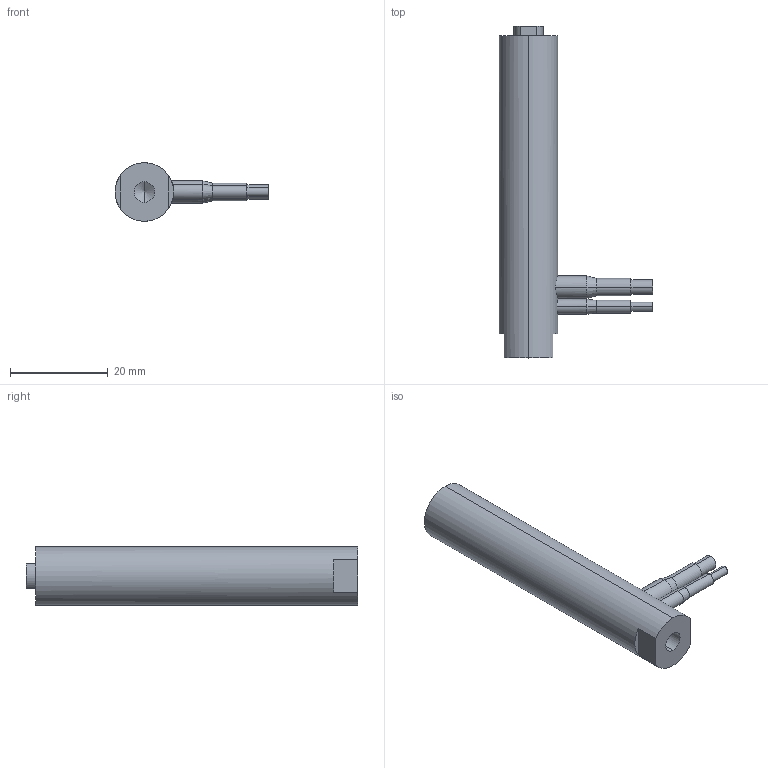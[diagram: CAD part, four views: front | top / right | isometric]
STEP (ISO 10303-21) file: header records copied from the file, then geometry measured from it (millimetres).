
FILE_DESCRIPTION (( 'STEP AP203' ), '1' );
FILE_NAME ('P-841.30.STEP', '2014-02-13T14:07:53', ( 'test' ), ( '' ), 'SwSTEP 2.0', 'SolidWorks 2012', '' );
FILE_SCHEMA (( 'CONFIG_CONTROL_DESIGN' ));
Length unit declared in the file: millimetre
Products named in the file (1): P-841.30
Bounding box: 31.5 x 68 x 12 mm (x, y, z)
Volume: 7699.9 mm3; surface area: 3250.2 mm2
Topology: 1 solids, 1 shells, 41 faces, 90 edges, 54 vertices
Faces by surface type: cylinder 20, plane 13, cone 8
Entity records: 1283 total; most frequent: CARTESIAN_POINT 296, DIRECTION 206, ORIENTED_EDGE 172, EDGE_CURVE 86, AXIS2_PLACEMENT_3D 82, VERTEX_POINT 54, EDGE_LOOP 48, LINE 42
